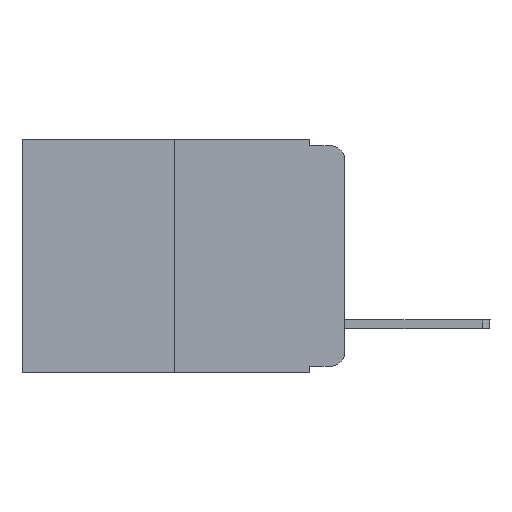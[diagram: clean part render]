
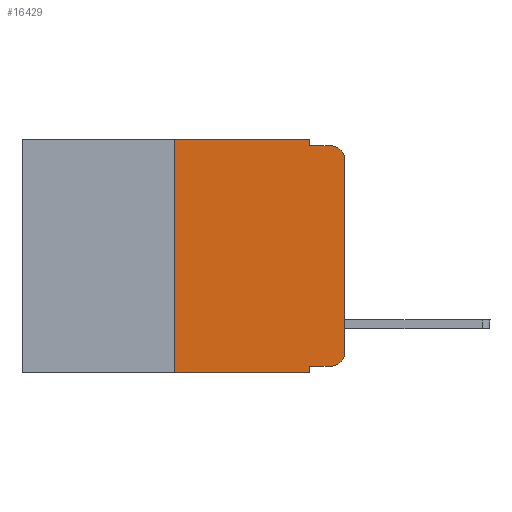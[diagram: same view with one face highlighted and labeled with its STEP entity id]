
A CAD part, left-side view. The second image highlights one B-rep face of the part: STEP entity #16429.
In plain terms, the highlighted planar face has unit normal (-1, 0, 0).
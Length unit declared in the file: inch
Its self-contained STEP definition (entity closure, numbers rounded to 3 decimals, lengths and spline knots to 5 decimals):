
#316 = VERTEX_POINT ( 'NONE', #1193 ) ;
#356 = CARTESIAN_POINT ( 'NONE',  ( 0., 0.051, -0.01 ) ) ;
#582 = VECTOR ( 'NONE', #17949, 39.37008 ) ;
#1193 = CARTESIAN_POINT ( 'NONE',  ( 0., 0.25, 0. ) ) ;
#1773 = CARTESIAN_POINT ( 'NONE',  ( 0., 0., -0.03 ) ) ;
#1869 = ORIENTED_EDGE ( 'NONE', *, *, #15585, .F. ) ;
#1897 = VERTEX_POINT ( 'NONE', #6295 ) ;
#2496 = CARTESIAN_POINT ( 'NONE',  ( 0., 0.051, 0. ) ) ;
#2585 = CARTESIAN_POINT ( 'NONE',  ( 0., 0.02, -0.313 ) ) ;
#2671 = ORIENTED_EDGE ( 'NONE', *, *, #14288, .F. ) ;
#3601 = VECTOR ( 'NONE', #7220, 39.37008 ) ;
#3686 = VECTOR ( 'NONE', #16757, 39.37008 ) ;
#3723 = VERTEX_POINT ( 'NONE', #1773 ) ;
#3765 = CARTESIAN_POINT ( 'NONE',  ( 0., 0.02, -0.333 ) ) ;
#3861 = LINE ( 'NONE', #21232, #15803 ) ;
#5173 = CIRCLE ( 'NONE', #17256, 0.02 ) ;
#5765 = AXIS2_PLACEMENT_3D ( 'NONE', #8854, #20786, #19568 ) ;
#5824 = CARTESIAN_POINT ( 'NONE',  ( 0., 0.25, 0. ) ) ;
#5902 = DIRECTION ( 'NONE',  ( 0., 0., 1. ) ) ;
#6079 = EDGE_CURVE ( 'NONE', #8702, #14431, #12506, .T. ) ;
#6113 = VERTEX_POINT ( 'NONE', #18204 ) ;
#6295 = CARTESIAN_POINT ( 'NONE',  ( 0., 0.02, -0.01 ) ) ;
#6436 = AXIS2_PLACEMENT_3D ( 'NONE', #2585, #18283, #9465 ) ;
#7019 = DIRECTION ( 'NONE',  ( -1., 0., 0. ) ) ;
#7220 = DIRECTION ( 'NONE',  ( 0., -1., 0. ) ) ;
#7951 = LINE ( 'NONE', #2496, #21261 ) ;
#8236 = CARTESIAN_POINT ( 'NONE',  ( 0., 0., -0.313 ) ) ;
#8702 = VERTEX_POINT ( 'NONE', #3765 ) ;
#8707 = EDGE_LOOP ( 'NONE', ( #13007, #11617, #10992, #13711, #14035, #2671, #11364, #1869, #19598, #14305 ) ) ;
#8719 = DIRECTION ( 'NONE',  ( 0., 0., -1. ) ) ;
#8854 = CARTESIAN_POINT ( 'NONE',  ( 0., 0.473, 0. ) ) ;
#9465 = DIRECTION ( 'NONE',  ( 0., 0., -1. ) ) ;
#9853 = CARTESIAN_POINT ( 'NONE',  ( 0., 0., 0. ) ) ;
#10090 = FACE_OUTER_BOUND ( 'NONE', #8707, .T. ) ;
#10193 = LINE ( 'NONE', #5824, #20770 ) ;
#10797 = CARTESIAN_POINT ( 'NONE',  ( 0., 0.25, -0.343 ) ) ;
#10992 = ORIENTED_EDGE ( 'NONE', *, *, #16007, .F. ) ;
#11123 = CARTESIAN_POINT ( 'NONE',  ( 0., 0.051, -0.333 ) ) ;
#11364 = ORIENTED_EDGE ( 'NONE', *, *, #12782, .T. ) ;
#11540 = LINE ( 'NONE', #9853, #3686 ) ;
#11617 = ORIENTED_EDGE ( 'NONE', *, *, #11827, .T. ) ;
#11827 = EDGE_CURVE ( 'NONE', #3723, #1897, #5173, .T. ) ;
#12362 = DIRECTION ( 'NONE',  ( 0., -1., 0. ) ) ;
#12506 = CIRCLE ( 'NONE', #6436, 0.02 ) ;
#12782 = EDGE_CURVE ( 'NONE', #14919, #6113, #13535, .T. ) ;
#13007 = ORIENTED_EDGE ( 'NONE', *, *, #13703, .T. ) ;
#13066 = EDGE_CURVE ( 'NONE', #316, #18319, #19205, .T. ) ;
#13535 = LINE ( 'NONE', #20691, #18107 ) ;
#13666 = LINE ( 'NONE', #21302, #582 ) ;
#13703 = EDGE_CURVE ( 'NONE', #14431, #3723, #11540, .T. ) ;
#13711 = ORIENTED_EDGE ( 'NONE', *, *, #22346, .F. ) ;
#14035 = ORIENTED_EDGE ( 'NONE', *, *, #13066, .F. ) ;
#14288 = EDGE_CURVE ( 'NONE', #14919, #316, #10193, .T. ) ;
#14305 = ORIENTED_EDGE ( 'NONE', *, *, #6079, .T. ) ;
#14335 = VERTEX_POINT ( 'NONE', #11123 ) ;
#14431 = VERTEX_POINT ( 'NONE', #8236 ) ;
#14487 = DIRECTION ( 'NONE',  ( 0., 0., -1. ) ) ;
#14919 = VERTEX_POINT ( 'NONE', #10797 ) ;
#15384 = DIRECTION ( 'NONE',  ( 0., -1., 0. ) ) ;
#15585 = EDGE_CURVE ( 'NONE', #14335, #6113, #7951, .T. ) ;
#15803 = VECTOR ( 'NONE', #14487, 39.37008 ) ;
#16007 = EDGE_CURVE ( 'NONE', #22358, #1897, #22324, .T. ) ;
#16169 = EDGE_CURVE ( 'NONE', #14335, #8702, #13666, .T. ) ;
#16429 = ADVANCED_FACE ( 'NONE', ( #10090 ), #19042, .F. ) ;
#16757 = DIRECTION ( 'NONE',  ( 0., 0., 1. ) ) ;
#17256 = AXIS2_PLACEMENT_3D ( 'NONE', #17376, #7019, #8719 ) ;
#17308 = VECTOR ( 'NONE', #12362, 39.37008 ) ;
#17376 = CARTESIAN_POINT ( 'NONE',  ( 0., 0.02, -0.03 ) ) ;
#17949 = DIRECTION ( 'NONE',  ( 0., -1., 0. ) ) ;
#18107 = VECTOR ( 'NONE', #15384, 39.37008 ) ;
#18204 = CARTESIAN_POINT ( 'NONE',  ( 0., 0.051, -0.343 ) ) ;
#18283 = DIRECTION ( 'NONE',  ( -1., 0., 0. ) ) ;
#18319 = VERTEX_POINT ( 'NONE', #19705 ) ;
#19042 = PLANE ( 'NONE',  #5765 ) ;
#19205 = LINE ( 'NONE', #21142, #17308 ) ;
#19568 = DIRECTION ( 'NONE',  ( 0., 0., -1. ) ) ;
#19598 = ORIENTED_EDGE ( 'NONE', *, *, #16169, .T. ) ;
#19705 = CARTESIAN_POINT ( 'NONE',  ( 0., 0.051, 0. ) ) ;
#20691 = CARTESIAN_POINT ( 'NONE',  ( 0., 0.473, -0.343 ) ) ;
#20770 = VECTOR ( 'NONE', #5902, 39.37008 ) ;
#20786 = DIRECTION ( 'NONE',  ( 1., 0., 0. ) ) ;
#20936 = CARTESIAN_POINT ( 'NONE',  ( 0., 0.051, -0.01 ) ) ;
#21142 = CARTESIAN_POINT ( 'NONE',  ( 0., 0.473, 0. ) ) ;
#21232 = CARTESIAN_POINT ( 'NONE',  ( 0., 0.051, 0. ) ) ;
#21261 = VECTOR ( 'NONE', #21773, 39.37008 ) ;
#21302 = CARTESIAN_POINT ( 'NONE',  ( 0., 0.051, -0.333 ) ) ;
#21773 = DIRECTION ( 'NONE',  ( 0., 0., -1. ) ) ;
#22324 = LINE ( 'NONE', #20936, #3601 ) ;
#22346 = EDGE_CURVE ( 'NONE', #18319, #22358, #3861, .T. ) ;
#22358 = VERTEX_POINT ( 'NONE', #356 ) ;
